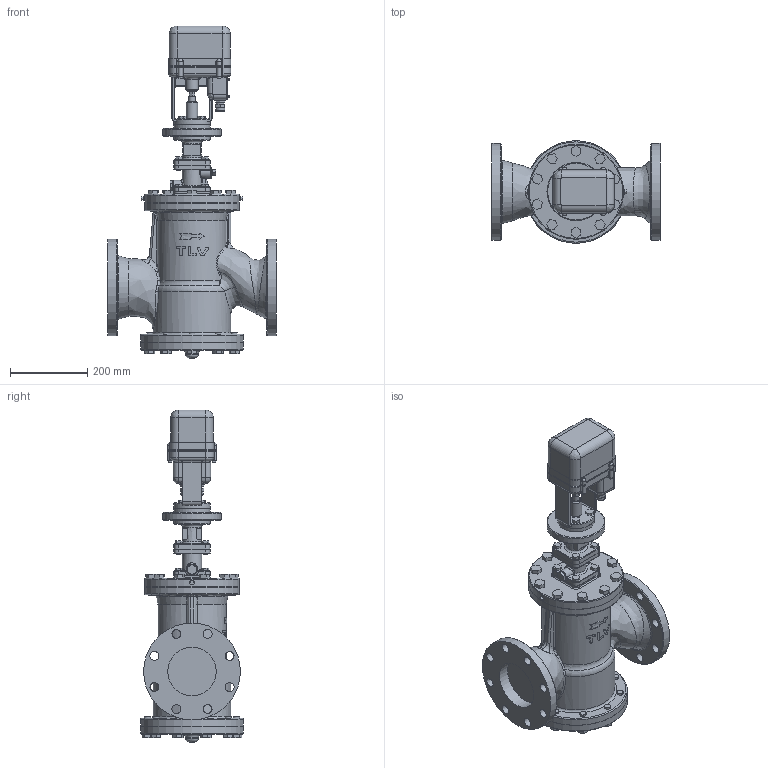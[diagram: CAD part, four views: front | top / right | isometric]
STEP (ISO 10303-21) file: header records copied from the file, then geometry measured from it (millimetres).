
FILE_DESCRIPTION(/* description */ (''),/* implementation_level */ '2;1');
FILE_NAME(/* name */ 'ccr16-125-jis10-00.stp',/* time_stamp */ '2018-01-23T15:21:15+09:00',/* author */ ('nakaot'),/* organization */ (''),/* preprocessor_version */ 'ST-DEVELOPER v15.6',/* originating_system */ 'Autodesk Inventor 2015',/* authorisation */ '');
FILE_SCHEMA (('CONFIG_CONTROL_DESIGN'));
Length unit declared in the file: millimetre
Products named in the file (1): ccr16-125-jis10-00
Bounding box: 434 x 265 x 857 mm (x, y, z)
Volume: 21653188.7 mm3; surface area: 1206664.1 mm2
Topology: 1 solids, 1 shells, 1169 faces, 2917 edges, 1833 vertices
Faces by surface type: plane 612, cylinder 318, bspline 124, torus 93, sphere 12, cone 10
Full cylindrical faces by diameter (mm): 5.5 x4, 5.9 x4, 6 x4, 10 x16, 12 x2, 16 x40, 17 x1, 18 x1, 20 x2, 21 x1, 23 x17, 24 x2, 25.426 x1, 30 x1, 32 x1, 32.873 x1, 34 x1, 36.049 x1, 52.893 x1, 53.447 x1, 57.382 x1, 95 x3, 125 x2, 137.23 x1, 150 x1, 157.458 x1, 200 x1, 245 x2, 250 x2, 265 x2
Entity records: 40533 total; most frequent: CARTESIAN_POINT 13821, ORIENTED_EDGE 5414, DIRECTION 5337, EDGE_CURVE 2707, AXIS2_PLACEMENT_3D 1947, VERTEX_POINT 1791, EDGE_LOOP 1512, LINE 1443
